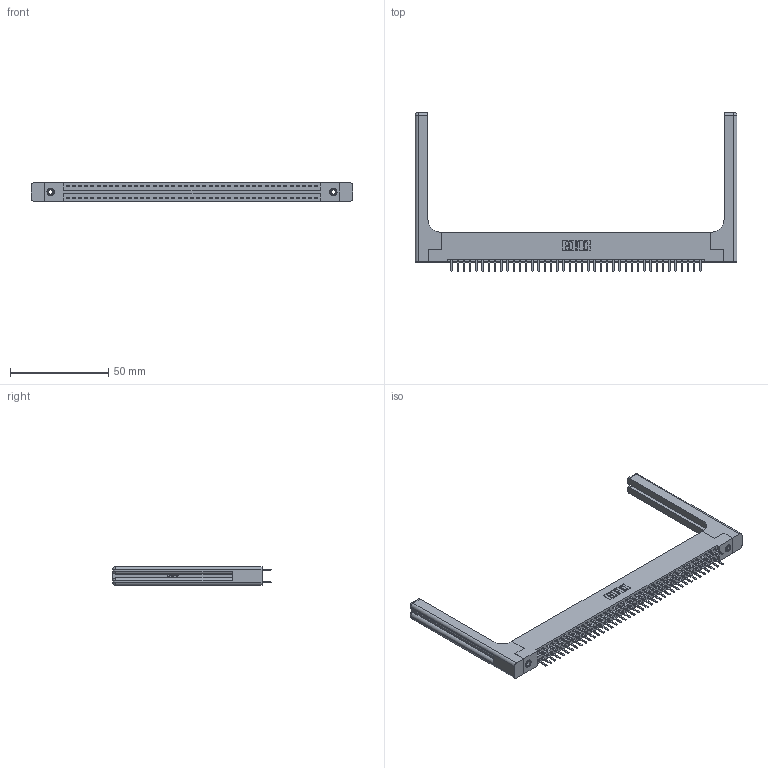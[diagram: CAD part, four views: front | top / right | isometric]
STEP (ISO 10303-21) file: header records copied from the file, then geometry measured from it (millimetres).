
FILE_DESCRIPTION (( 'STEP AP203' ), '1' );
FILE_NAME ('346-082-520-258.STEP', '2022-05-25T17:11:48', ( '' ), ( '' ), 'SwSTEP 2.0', 'SolidWorks 2020', '' );
FILE_SCHEMA (( 'CONFIG_CONTROL_DESIGN' ));
Length unit declared in the file: inch
Products named in the file (5): 346 Part_Flush Mounting Lugs - 0.156 Dia-TH; 345-292-001_345-293-120; 345-250-001_345-250-001-102; 346-220-058_345-220-058; 346-082-520-258
Assembly tree (87 placements, depth 2):
  346-082-520-258
    346 Part_Flush Mounting Lugs - 0.156 Dia-TH
    345-292-001_345-293-120  x82
    345-250-001_345-250-001-102  x2
    346-220-058_345-220-058  x2
Bounding box: 164.24 x 80.98 x 9.4 mm (x, y, z)
Volume: 23447.4 mm3; surface area: 26835.9 mm2
Topology: 87 solids, 87 shells, 4984 faces, 14397 edges, 9358 vertices
Faces by surface type: plane 3272, cylinder 1652, bspline 36, cone 12, sphere 8, torus 4
Entity records: 32604 total; most frequent: CARTESIAN_POINT 6399, ORIENTED_EDGE 5116, DIRECTION 4610, EDGE_CURVE 2558, LINE 2166, VECTOR 2166, VERTEX_POINT 1694, AXIS2_PLACEMENT_3D 1222
